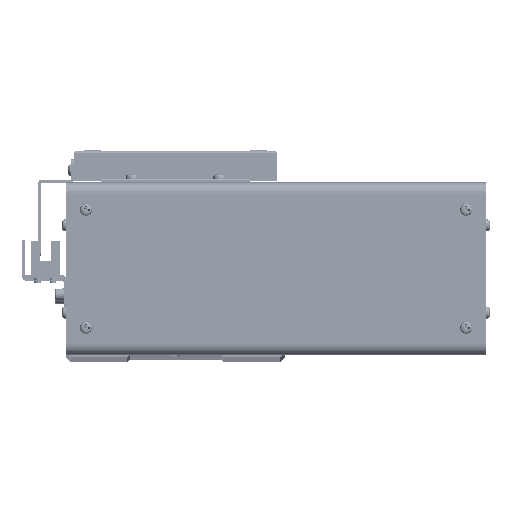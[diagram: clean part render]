
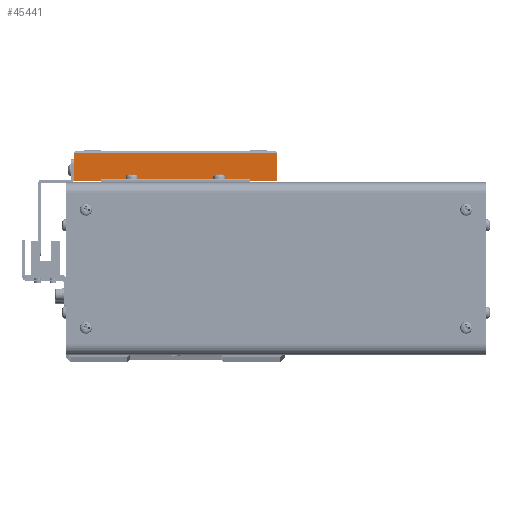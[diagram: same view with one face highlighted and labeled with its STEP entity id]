
A CAD part, top view. The second image highlights one B-rep face of the part: STEP entity #45441.
In plain terms, the highlighted face is planar.
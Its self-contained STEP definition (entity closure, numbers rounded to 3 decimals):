
#1170 = DIRECTION ( 'NONE',  ( 0., 0., 1. ) ) ;
#2108 = ORIENTED_EDGE ( 'NONE', *, *, #121402, .T. ) ;
#4742 = VERTEX_POINT ( 'NONE', #13552 ) ;
#7043 = DIRECTION ( 'NONE',  ( 0., -1., 0. ) ) ;
#10071 = VECTOR ( 'NONE', #105780, 1000. ) ;
#10577 = CARTESIAN_POINT ( 'NONE',  ( 73., 6.75, 46.5 ) ) ;
#13552 = CARTESIAN_POINT ( 'NONE',  ( 73., 5.75, -46.5 ) ) ;
#13786 = FACE_OUTER_BOUND ( 'NONE', #89814, .T. ) ;
#16347 = CARTESIAN_POINT ( 'NONE',  ( 73., -6.75, -46.5 ) ) ;
#25034 = LINE ( 'NONE', #94484, #125794 ) ;
#36068 = LINE ( 'NONE', #100134, #10071 ) ;
#42203 = EDGE_CURVE ( 'NONE', #4742, #110171, #25034, .T. ) ;
#45441 = ADVANCED_FACE ( 'NONE', ( #13786 ), #49840, .F. ) ;
#45514 = CARTESIAN_POINT ( 'NONE',  ( 73., 5.75, 46.5 ) ) ;
#49840 = PLANE ( 'NONE',  #81335 ) ;
#52720 = VECTOR ( 'NONE', #83796, 1000. ) ;
#53890 = ORIENTED_EDGE ( 'NONE', *, *, #42203, .F. ) ;
#59611 = DIRECTION ( 'NONE',  ( -1., 0., 0. ) ) ;
#61759 = VERTEX_POINT ( 'NONE', #108312 ) ;
#64673 = ORIENTED_EDGE ( 'NONE', *, *, #79766, .T. ) ;
#71598 = VECTOR ( 'NONE', #87441, 1000. ) ;
#79766 = EDGE_CURVE ( 'NONE', #4742, #82756, #36068, .T. ) ;
#81335 = AXIS2_PLACEMENT_3D ( 'NONE', #10577, #59611, #1170 ) ;
#81737 = LINE ( 'NONE', #123006, #52720 ) ;
#82756 = VERTEX_POINT ( 'NONE', #45514 ) ;
#83796 = DIRECTION ( 'NONE',  ( 0., 0., -1. ) ) ;
#87020 = CARTESIAN_POINT ( 'NONE',  ( 73., 6.75, 46.5 ) ) ;
#87441 = DIRECTION ( 'NONE',  ( 0., -1., 0. ) ) ;
#89814 = EDGE_LOOP ( 'NONE', ( #53890, #64673, #2108, #92206 ) ) ;
#92206 = ORIENTED_EDGE ( 'NONE', *, *, #112583, .T. ) ;
#94484 = CARTESIAN_POINT ( 'NONE',  ( 73., 6.75, -46.5 ) ) ;
#97472 = LINE ( 'NONE', #87020, #71598 ) ;
#100134 = CARTESIAN_POINT ( 'NONE',  ( 73., 5.75, 46.5 ) ) ;
#105780 = DIRECTION ( 'NONE',  ( 0., 0., 1. ) ) ;
#108312 = CARTESIAN_POINT ( 'NONE',  ( 73., -6.75, 46.5 ) ) ;
#110171 = VERTEX_POINT ( 'NONE', #16347 ) ;
#112583 = EDGE_CURVE ( 'NONE', #61759, #110171, #81737, .T. ) ;
#121402 = EDGE_CURVE ( 'NONE', #82756, #61759, #97472, .T. ) ;
#123006 = CARTESIAN_POINT ( 'NONE',  ( 73., -6.75, 46.5 ) ) ;
#125794 = VECTOR ( 'NONE', #7043, 1000. ) ;
